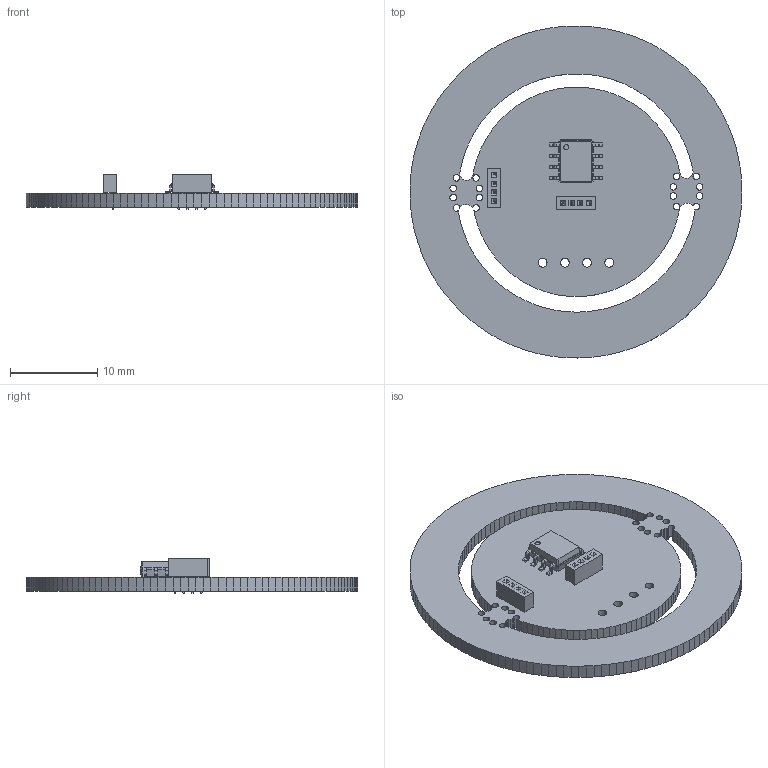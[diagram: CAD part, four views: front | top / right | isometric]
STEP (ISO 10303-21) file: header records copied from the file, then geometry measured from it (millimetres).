
FILE_DESCRIPTION(('KiCad electronic assembly'),'2;1');
FILE_NAME('AlignBit.step','2023-09-30T14:43:16',('Pcbnew'),('Kicad'), 'Open CASCADE STEP processor 7.6','KiCad to STEP converter','Unknown' );
FILE_SCHEMA(('AUTOMOTIVE_DESIGN { 1 0 10303 214 1 1 1 1 }'));
Length unit declared in the file: millimetre
Products named in the file (6): AlignBit 1; SOIC-8_3.9x4.9mm_P1.27mm; SOLID; PinSocket_1x04_P1.00mm_Vertical; AlignBit PCB
Assembly tree (6 placements, depth 3):
  AlignBit 1
    SOIC-8_3.9x4.9mm_P1.27mm
      SOLID
    PinSocket_1x04_P1.00mm_Vertical  x2
      SOLID
    AlignBit PCB
Bounding box: 37.99 x 38 x 4 mm (x, y, z)
Volume: 1656.7 mm3; surface area: 2719.8 mm2
Topology: 4 solids, 4 shells, 862 faces, 2399 edges, 1570 vertices
Faces by surface type: plane 767, cylinder 63, bspline 32
Full cylindrical faces by diameter (mm): 0.5 x8, 0.6 x1, 0.75 x13, 1 x4
Entity records: 51891 total; most frequent: CARTESIAN_POINT 9092, DIRECTION 7412, LINE 5737, VECTOR 5737, ORIENTED_EDGE 4062, PCURVE 4062, DEFINITIONAL_REPRESENTATION 4062, EDGE_CURVE 2031
